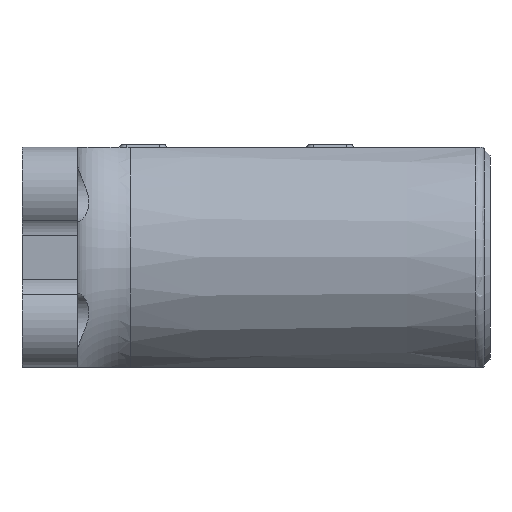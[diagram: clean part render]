
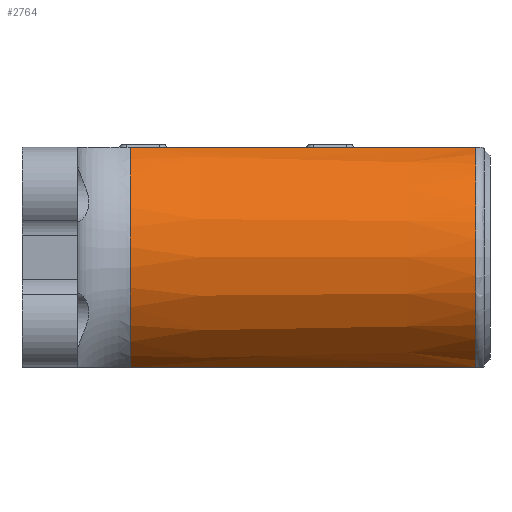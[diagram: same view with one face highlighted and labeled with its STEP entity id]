
A CAD part, left-side view. The second image highlights one B-rep face of the part: STEP entity #2764.
In plain terms, the highlighted conical face has half-angle 1.762 degrees and reference radius 116.538 mm.
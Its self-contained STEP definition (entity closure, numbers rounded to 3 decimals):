
#53 = EDGE_CURVE ( 'NONE', #1748, #2698, #852, .T. ) ;
#56 = CARTESIAN_POINT ( 'NONE',  ( -50.076, -203.129, 100. ) ) ;
#190 = CARTESIAN_POINT ( 'NONE',  ( -44.431, -281.594, -100. ) ) ;
#239 = CARTESIAN_POINT ( 'NONE',  ( -38.08, -360.013, -100. ) ) ;
#344 = EDGE_CURVE ( 'NONE', #611, #2698, #1168, .T. ) ;
#380 = DIRECTION ( 'NONE',  ( 0., 1., 0. ) ) ;
#440 = DIRECTION ( 'NONE',  ( -1., 0., 0. ) ) ;
#525 = CARTESIAN_POINT ( 'NONE',  ( -42.423, -307.74, -100. ) ) ;
#558 = AXIS2_PLACEMENT_3D ( 'NONE', #2151, #1565, #2057 ) ;
#611 = VERTEX_POINT ( 'NONE', #2175 ) ;
#817 = EDGE_LOOP ( 'NONE', ( #1968, #2803, #1857, #1347 ) ) ;
#852 = B_SPLINE_CURVE_WITH_KNOTS ( 'NONE', 3,
 ( #2345, #1828, #895, #239, #1724, #525, #190, #2782, #1330, #1881, #2397, #2248 ),
 .UNSPECIFIED., .F., .F.,
 ( 4, 2, 2, 2, 2, 4 ),
 ( 0.954, 0.994, 1.033, 1.112, 1.191, 1.27 ),
 .UNSPECIFIED. ) ;
#879 = CARTESIAN_POINT ( 'NONE',  ( -33.28, -412.246, 100. ) ) ;
#895 = CARTESIAN_POINT ( 'NONE',  ( -35.759, -386.139, -100. ) ) ;
#1002 = CARTESIAN_POINT ( 'NONE',  ( -53.576, -150.802, 100. ) ) ;
#1126 = CIRCLE ( 'NONE', #2927, 105.392 ) ;
#1168 = CIRCLE ( 'NONE', #558, 115.047 ) ;
#1315 = CARTESIAN_POINT ( 'NONE',  ( -44.431, -281.594, 100. ) ) ;
#1330 = CARTESIAN_POINT ( 'NONE',  ( -50.076, -203.129, -100. ) ) ;
#1347 = ORIENTED_EDGE ( 'NONE', *, *, #2663, .T. ) ;
#1367 = CARTESIAN_POINT ( 'NONE',  ( -35.759, -386.139, 100. ) ) ;
#1402 = EDGE_CURVE ( 'NONE', #2316, #611, #3205, .T. ) ;
#1550 = CARTESIAN_POINT ( 'NONE',  ( -33.28, -412.246, -100. ) ) ;
#1565 = DIRECTION ( 'NONE',  ( 0., -1., 0. ) ) ;
#1587 = AXIS2_PLACEMENT_3D ( 'NONE', #2541, #3087, #2074 ) ;
#1708 = CARTESIAN_POINT ( 'NONE',  ( -55.256, -124.634, 100. ) ) ;
#1724 = CARTESIAN_POINT ( 'NONE',  ( -39.193, -346.946, -100. ) ) ;
#1748 = VERTEX_POINT ( 'NONE', #1550 ) ;
#1762 = CARTESIAN_POINT ( 'NONE',  ( -56.885, -98.462, 100. ) ) ;
#1811 = CARTESIAN_POINT ( 'NONE',  ( -42.423, -307.74, 100. ) ) ;
#1828 = CARTESIAN_POINT ( 'NONE',  ( -34.552, -399.196, -100. ) ) ;
#1857 = ORIENTED_EDGE ( 'NONE', *, *, #53, .F. ) ;
#1881 = CARTESIAN_POINT ( 'NONE',  ( -53.576, -150.802, -100. ) ) ;
#1968 = ORIENTED_EDGE ( 'NONE', *, *, #1402, .T. ) ;
#2057 = DIRECTION ( 'NONE',  ( 1., 0., 0. ) ) ;
#2074 = DIRECTION ( 'NONE',  ( -1., 0., 0. ) ) ;
#2151 = CARTESIAN_POINT ( 'NONE',  ( 0., -98.462, 0. ) ) ;
#2175 = CARTESIAN_POINT ( 'NONE',  ( -56.885, -98.462, 100. ) ) ;
#2248 = CARTESIAN_POINT ( 'NONE',  ( -56.885, -98.462, -100. ) ) ;
#2316 = VERTEX_POINT ( 'NONE', #3162 ) ;
#2345 = CARTESIAN_POINT ( 'NONE',  ( -33.28, -412.246, -100. ) ) ;
#2397 = CARTESIAN_POINT ( 'NONE',  ( -55.256, -124.634, -100. ) ) ;
#2430 = CARTESIAN_POINT ( 'NONE',  ( -56.885, -98.462, -100. ) ) ;
#2436 = CONICAL_SURFACE ( 'NONE', #1587, 116.538, 0.031 ) ;
#2541 = CARTESIAN_POINT ( 'NONE',  ( 0., -50., 0. ) ) ;
#2653 = CARTESIAN_POINT ( 'NONE',  ( 0., -412.246, 0. ) ) ;
#2663 = EDGE_CURVE ( 'NONE', #1748, #2316, #1126, .T. ) ;
#2698 = VERTEX_POINT ( 'NONE', #2430 ) ;
#2718 = CARTESIAN_POINT ( 'NONE',  ( -34.552, -399.196, 100. ) ) ;
#2760 = FACE_OUTER_BOUND ( 'NONE', #817, .T. ) ;
#2764 = ADVANCED_FACE ( 'NONE', ( #2760 ), #2436, .T. ) ;
#2767 = CARTESIAN_POINT ( 'NONE',  ( -38.08, -360.013, 100. ) ) ;
#2782 = CARTESIAN_POINT ( 'NONE',  ( -48.258, -229.288, -100. ) ) ;
#2803 = ORIENTED_EDGE ( 'NONE', *, *, #344, .T. ) ;
#2927 = AXIS2_PLACEMENT_3D ( 'NONE', #2653, #380, #440 ) ;
#3047 = CARTESIAN_POINT ( 'NONE',  ( -39.193, -346.946, 100. ) ) ;
#3087 = DIRECTION ( 'NONE',  ( 0., 1., 0. ) ) ;
#3162 = CARTESIAN_POINT ( 'NONE',  ( -33.28, -412.246, 100. ) ) ;
#3205 = B_SPLINE_CURVE_WITH_KNOTS ( 'NONE', 3,
 ( #879, #2718, #1367, #2767, #3047, #1811, #1315, #3206, #56, #1002, #1708, #1762 ),
 .UNSPECIFIED., .F., .F.,
 ( 4, 2, 2, 2, 2, 4 ),
 ( 0.954, 0.994, 1.033, 1.112, 1.191, 1.27 ),
 .UNSPECIFIED. ) ;
#3206 = CARTESIAN_POINT ( 'NONE',  ( -48.258, -229.288, 100. ) ) ;
